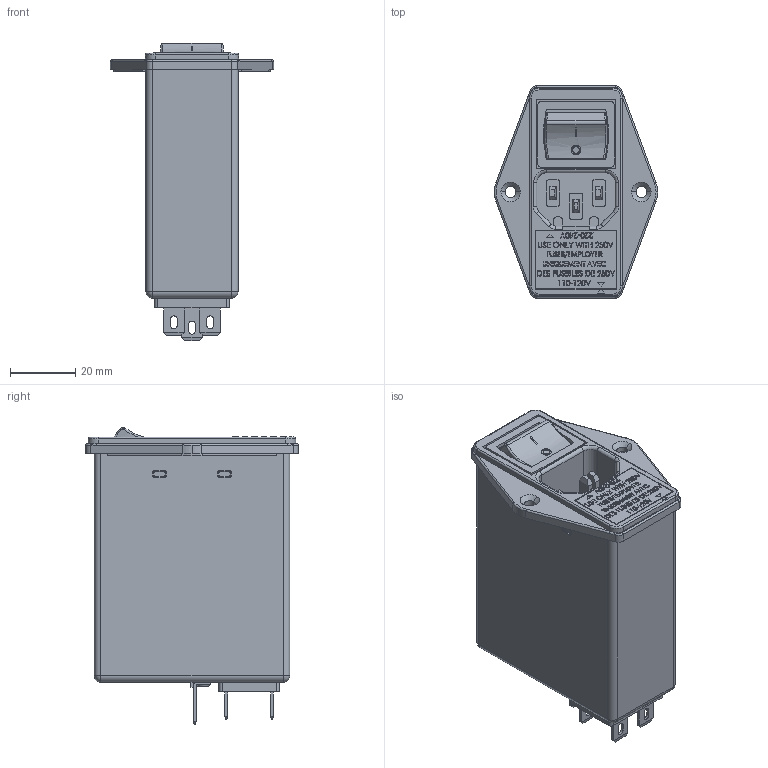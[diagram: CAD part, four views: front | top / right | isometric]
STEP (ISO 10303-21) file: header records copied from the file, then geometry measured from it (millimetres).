
FILE_DESCRIPTION (( 'STEP AP214' ), '1' );
FILE_NAME ('86410009.STEP', '2019-09-26T08:32:02', ( '' ), ( '' ), 'SwSTEP 2.0', 'SolidWorks 2016', '' );
FILE_SCHEMA (( 'AUTOMOTIVE_DESIGN' ));
Length unit declared in the file: millimetre
Products named in the file (1): 86410009
Bounding box: 50 x 65 x 91.01 mm (x, y, z)
Volume: 123442.4 mm3; surface area: 22275.4 mm2
Topology: 1 solids, 1 shells, 1414 faces, 3686 edges, 2402 vertices
Faces by surface type: plane 870, bspline 314, cylinder 163, torus 59, cone 4, sphere 4
Entity records: 75671 total; most frequent: CARTESIAN_POINT 27649, ORIENTED_EDGE 7364, DIRECTION 5663, EDGE_CURVE 3682, VECTOR 2637, LINE 2637, VERTEX_POINT 2402, EDGE_LOOP 1562
